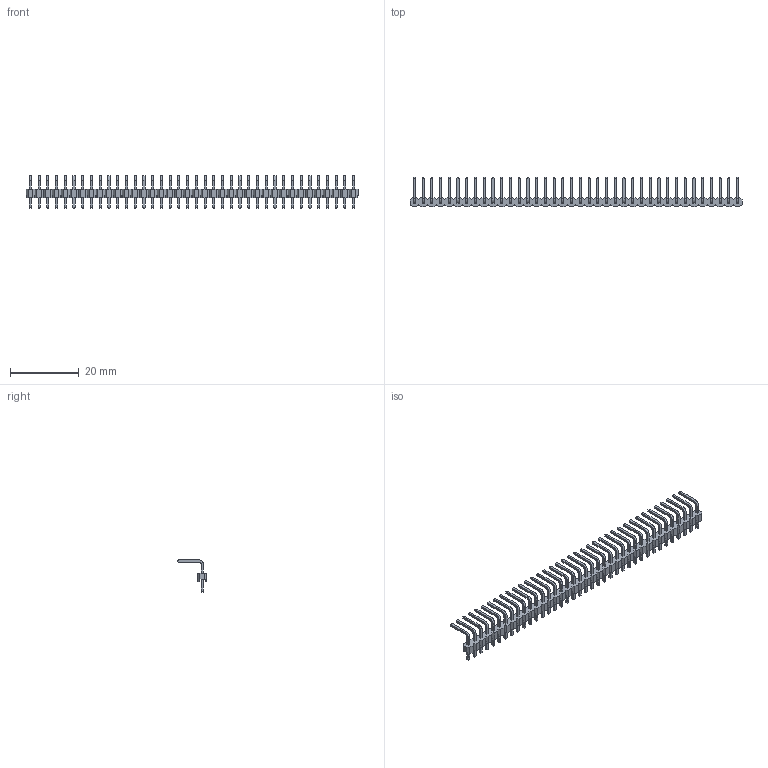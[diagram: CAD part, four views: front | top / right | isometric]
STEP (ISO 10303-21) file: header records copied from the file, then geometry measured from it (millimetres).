
FILE_DESCRIPTION(('STEP AP214'), '1');
FILE_NAME('PLS-RU', '', ('UNSPECIFIED'), ('UNSPECIFIED'), 'ASCON STEP Converter 1.6', 'ASCON Math Kernel', '');
FILE_SCHEMA(('AUTOMOTIVE_DESIGN { 1 0 10303 214 3 1 1}'));
Length unit declared in the file: millimetre
Bounding box: 96.52 x 8.52 x 9.39 mm (x, y, z)
Volume: 651.8 mm3; surface area: 2462.9 mm2
Topology: 1 solids, 1 shells, 1220 faces, 3122 edges, 1980 vertices
Faces by surface type: plane 1144, cylinder 76
Entity records: 45686 total; most frequent: CARTESIAN_POINT 6323, ORIENTED_EDGE 6244, DIRECTION 5716, EDGE_CURVE 3122, LINE 2970, VECTOR 2970, VERTEX_POINT 1980, AXIS2_PLACEMENT_3D 1373
